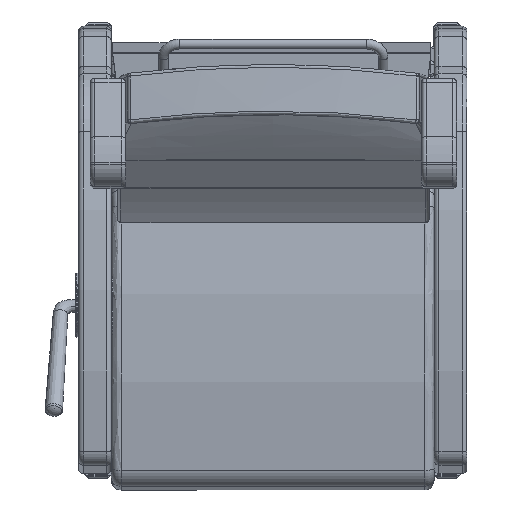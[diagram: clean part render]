
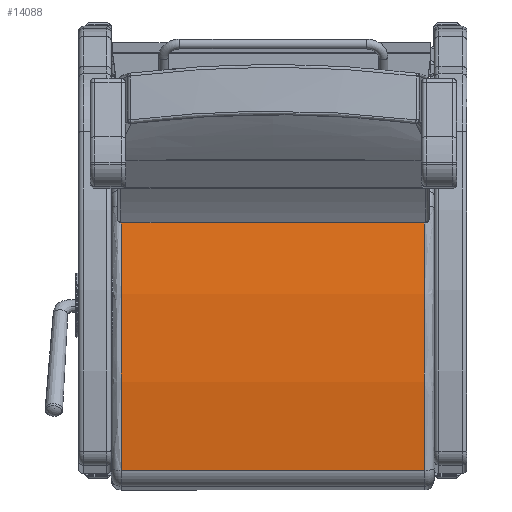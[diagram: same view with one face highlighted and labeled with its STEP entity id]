
A CAD part, front view. The second image highlights one B-rep face of the part: STEP entity #14088.
In plain terms, the highlighted free-form (B-spline) face has degree [1, 2] with [2, 3] control points.
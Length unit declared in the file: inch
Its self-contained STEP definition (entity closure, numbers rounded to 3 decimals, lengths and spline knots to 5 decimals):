
#568=(
BOUNDED_SURFACE()
B_SPLINE_SURFACE(1,2,((#30808,#30809,#30810),(#30811,#30812,#30813)),
 .UNSPECIFIED.,.F.,.F.,.F.)
B_SPLINE_SURFACE_WITH_KNOTS((2,2),(3,3),(-0.19254,0.19254),
(1.36178,1.69928),.UNSPECIFIED.)
GEOMETRIC_REPRESENTATION_ITEM()
RATIONAL_B_SPLINE_SURFACE(((1.,0.986,1.),(1.,0.986,
1.)))
REPRESENTATION_ITEM('')
SURFACE()
);
#1117=ELLIPSE('',#15611,60.05357,60.);
#1127=ELLIPSE('',#15639,60.05357,60.);
#1561=FACE_OUTER_BOUND('',#2524,.T.);
#2524=EDGE_LOOP('',(#10506,#10507,#10508,#10509));
#3462=LINE('',#30806,#4328);
#3463=LINE('',#30815,#4329);
#4328=VECTOR('',#18392,0.3937);
#4329=VECTOR('',#18395,0.3937);
#6318=VERTEX_POINT('',#30598);
#6319=VERTEX_POINT('',#30599);
#6344=VERTEX_POINT('',#30805);
#6345=VERTEX_POINT('',#30814);
#7823=EDGE_CURVE('',#6318,#6319,#1117,.T.);
#7861=EDGE_CURVE('',#6319,#6344,#3462,.T.);
#7863=EDGE_CURVE('',#6318,#6345,#3463,.T.);
#7864=EDGE_CURVE('',#6344,#6345,#1127,.T.);
#10506=ORIENTED_EDGE('',*,*,#7823,.F.);
#10507=ORIENTED_EDGE('',*,*,#7863,.T.);
#10508=ORIENTED_EDGE('',*,*,#7864,.F.);
#10509=ORIENTED_EDGE('',*,*,#7861,.F.);
#14088=ADVANCED_FACE('',(#1561),#568,.F.);
#15611=AXIS2_PLACEMENT_3D('',#30600,#18324,#18325);
#15639=AXIS2_PLACEMENT_3D('',#30816,#18396,#18397);
#18324=DIRECTION('center_axis',(0.,0.,-1.));
#18325=DIRECTION('ref_axis',(1.,0.,0.));
#18392=DIRECTION('',(0.,0.,1.));
#18395=DIRECTION('',(0.,0.,1.));
#18396=DIRECTION('center_axis',(0.,0.,1.));
#18397=DIRECTION('ref_axis',(1.,0.,0.));
#30598=CARTESIAN_POINT('',(-10.04459,1.25621,-11.5625));
#30599=CARTESIAN_POINT('',(10.1114,0.44486,-11.5625));
#30600=CARTESIAN_POINT('Origin',(-2.34979,-58.24922,-11.5625));
#30805=CARTESIAN_POINT('',(10.1114,0.44486,11.5625));
#30806=CARTESIAN_POINT('',(10.1114,0.44486,0.));
#30808=CARTESIAN_POINT('Ctrl Pts',(10.1114,0.44486,-11.5625));
#30809=CARTESIAN_POINT('Ctrl Pts',(0.10258,2.56602,-11.5625));
#30810=CARTESIAN_POINT('Ctrl Pts',(-10.04459,1.25621,-11.5625));
#30811=CARTESIAN_POINT('Ctrl Pts',(10.1114,0.44486,11.5625));
#30812=CARTESIAN_POINT('Ctrl Pts',(0.10258,2.56602,11.5625));
#30813=CARTESIAN_POINT('Ctrl Pts',(-10.04459,1.25621,11.5625));
#30814=CARTESIAN_POINT('',(-10.04459,1.25621,11.5625));
#30815=CARTESIAN_POINT('',(-10.04459,1.25621,0.));
#30816=CARTESIAN_POINT('Origin',(-2.34979,-58.24922,11.5625));
